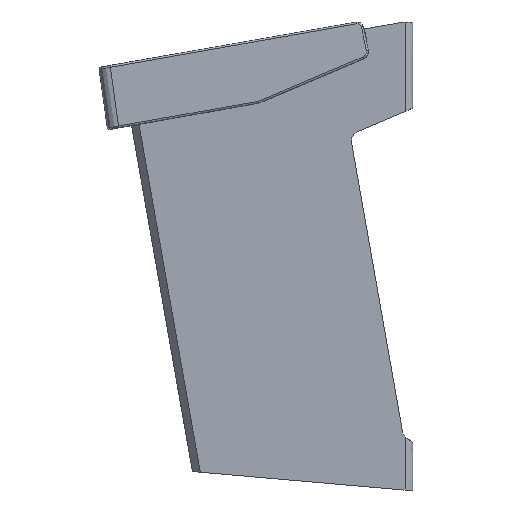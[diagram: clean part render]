
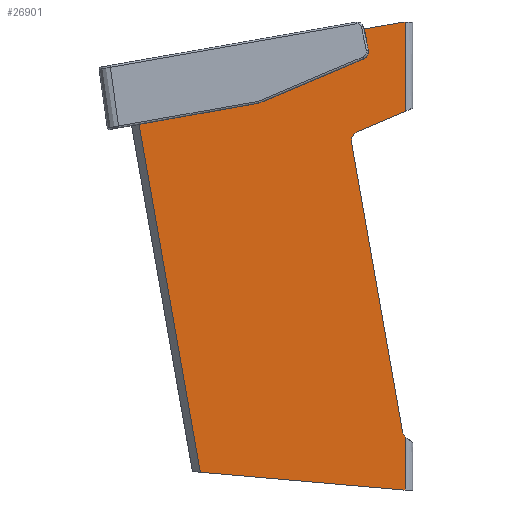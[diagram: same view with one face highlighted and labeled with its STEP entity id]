
A CAD part, left-side view. The second image highlights one B-rep face of the part: STEP entity #26901.
In plain terms, the highlighted planar face has unit normal (-1, 0, 0).
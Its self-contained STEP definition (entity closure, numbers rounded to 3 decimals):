
#192=FACE_BOUND('',#3749,.T.);
#1398=PLANE('',#28422);
#2285=FACE_OUTER_BOUND('',#3748,.T.);
#3748=EDGE_LOOP('',(#17628,#17629,#17630,#17631,#17632,#17633,#17634,#17635,
#17636,#17637,#17638,#17639,#17640,#17641,#17642,#17643,#17644));
#3749=EDGE_LOOP('',(#17645,#17646,#17647,#17648));
#5430=LINE('',#36602,#8020);
#5436=LINE('',#36640,#8026);
#5442=LINE('',#36689,#8032);
#5459=LINE('',#36855,#8049);
#5460=LINE('',#36857,#8050);
#5461=LINE('',#36858,#8051);
#5462=LINE('',#36860,#8052);
#5463=LINE('',#36862,#8053);
#5464=LINE('',#36864,#8054);
#5465=LINE('',#36866,#8055);
#5466=LINE('',#36868,#8056);
#5467=LINE('',#36870,#8057);
#5468=LINE('',#36872,#8058);
#5469=LINE('',#36874,#8059);
#5470=LINE('',#36875,#8060);
#5471=LINE('',#36878,#8061);
#5472=LINE('',#36880,#8062);
#5473=LINE('',#36882,#8063);
#5474=LINE('',#36883,#8064);
#8020=VECTOR('',#30295,10.);
#8026=VECTOR('',#30313,10.);
#8032=VECTOR('',#30337,10.);
#8049=VECTOR('',#30372,10.);
#8050=VECTOR('',#30373,10.);
#8051=VECTOR('',#30374,10.);
#8052=VECTOR('',#30375,10.);
#8053=VECTOR('',#30376,2.88);
#8054=VECTOR('',#30377,10.);
#8055=VECTOR('',#30378,10.);
#8056=VECTOR('',#30379,10.);
#8057=VECTOR('',#30380,10.);
#8058=VECTOR('',#30381,10.);
#8059=VECTOR('',#30382,10.);
#8060=VECTOR('',#30383,10.);
#8061=VECTOR('',#30384,10.);
#8062=VECTOR('',#30385,10.);
#8063=VECTOR('',#30386,10.);
#8064=VECTOR('',#30387,10.);
#10596=CIRCLE('',#28395,5.);
#10598=CIRCLE('',#28403,5.);
#11132=VERTEX_POINT('',#36588);
#11133=VERTEX_POINT('',#36590);
#11137=VERTEX_POINT('',#36600);
#11142=VERTEX_POINT('',#36613);
#11147=VERTEX_POINT('',#36636);
#11157=VERTEX_POINT('',#36680);
#11158=VERTEX_POINT('',#36688);
#11169=VERTEX_POINT('',#36854);
#11170=VERTEX_POINT('',#36856);
#11171=VERTEX_POINT('',#36859);
#11172=VERTEX_POINT('',#36861);
#11173=VERTEX_POINT('',#36863);
#11174=VERTEX_POINT('',#36865);
#11175=VERTEX_POINT('',#36867);
#11176=VERTEX_POINT('',#36869);
#11177=VERTEX_POINT('',#36871);
#11178=VERTEX_POINT('',#36873);
#11179=VERTEX_POINT('',#36876);
#11180=VERTEX_POINT('',#36877);
#11181=VERTEX_POINT('',#36879);
#11182=VERTEX_POINT('',#36881);
#13679=EDGE_CURVE('',#11132,#11133,#10596,.T.);
#13685=EDGE_CURVE('',#11132,#11137,#5430,.T.);
#13696=EDGE_CURVE('',#11147,#11142,#10598,.T.);
#13697=EDGE_CURVE('',#11147,#11133,#5436,.T.);
#13712=EDGE_CURVE('',#11158,#11157,#5442,.T.);
#13736=EDGE_CURVE('',#11157,#11169,#5459,.T.);
#13737=EDGE_CURVE('',#11170,#11169,#5460,.T.);
#13738=EDGE_CURVE('',#11170,#11142,#5461,.T.);
#13739=EDGE_CURVE('',#11137,#11171,#5462,.T.);
#13740=EDGE_CURVE('',#11172,#11171,#5463,.T.);
#13741=EDGE_CURVE('',#11172,#11173,#5464,.T.);
#13742=EDGE_CURVE('',#11173,#11174,#5465,.T.);
#13743=EDGE_CURVE('',#11174,#11175,#5466,.T.);
#13744=EDGE_CURVE('',#11175,#11176,#5467,.T.);
#13745=EDGE_CURVE('',#11176,#11177,#5468,.T.);
#13746=EDGE_CURVE('',#11177,#11178,#5469,.T.);
#13747=EDGE_CURVE('',#11178,#11158,#5470,.T.);
#13748=EDGE_CURVE('',#11179,#11180,#5471,.T.);
#13749=EDGE_CURVE('',#11180,#11181,#5472,.T.);
#13750=EDGE_CURVE('',#11181,#11182,#5473,.T.);
#13751=EDGE_CURVE('',#11182,#11179,#5474,.T.);
#17628=ORIENTED_EDGE('',*,*,#13712,.T.);
#17629=ORIENTED_EDGE('',*,*,#13736,.T.);
#17630=ORIENTED_EDGE('',*,*,#13737,.F.);
#17631=ORIENTED_EDGE('',*,*,#13738,.T.);
#17632=ORIENTED_EDGE('',*,*,#13696,.F.);
#17633=ORIENTED_EDGE('',*,*,#13697,.T.);
#17634=ORIENTED_EDGE('',*,*,#13679,.F.);
#17635=ORIENTED_EDGE('',*,*,#13685,.T.);
#17636=ORIENTED_EDGE('',*,*,#13739,.T.);
#17637=ORIENTED_EDGE('',*,*,#13740,.F.);
#17638=ORIENTED_EDGE('',*,*,#13741,.T.);
#17639=ORIENTED_EDGE('',*,*,#13742,.T.);
#17640=ORIENTED_EDGE('',*,*,#13743,.T.);
#17641=ORIENTED_EDGE('',*,*,#13744,.T.);
#17642=ORIENTED_EDGE('',*,*,#13745,.T.);
#17643=ORIENTED_EDGE('',*,*,#13746,.T.);
#17644=ORIENTED_EDGE('',*,*,#13747,.T.);
#17645=ORIENTED_EDGE('',*,*,#13748,.T.);
#17646=ORIENTED_EDGE('',*,*,#13749,.T.);
#17647=ORIENTED_EDGE('',*,*,#13750,.T.);
#17648=ORIENTED_EDGE('',*,*,#13751,.T.);
#26901=ADVANCED_FACE('',(#2285,#192),#1398,.F.);
#28395=AXIS2_PLACEMENT_3D('',#36591,#30284,#30285);
#28403=AXIS2_PLACEMENT_3D('',#36638,#30309,#30310);
#28422=AXIS2_PLACEMENT_3D('',#36853,#30370,#30371);
#30284=DIRECTION('center_axis',(-1.,0.,0.));
#30285=DIRECTION('ref_axis',(0.,0.879,0.477));
#30295=DIRECTION('',(0.,-0.921,0.391));
#30309=DIRECTION('center_axis',(-1.,0.,0.));
#30310=DIRECTION('ref_axis',(0.,0.819,-0.574));
#30313=DIRECTION('',(0.,0.174,0.985));
#30337=DIRECTION('',(0.,-0.174,-0.985));
#30370=DIRECTION('center_axis',(1.,0.,0.));
#30371=DIRECTION('ref_axis',(0.,0.,
1.));
#30372=DIRECTION('',(0.,-0.996,-0.087));
#30373=DIRECTION('',(0.,1.,0.));
#30374=DIRECTION('',(0.,0.,1.));
#30375=DIRECTION('',(0.,0.,1.));
#30376=DIRECTION('',(0.,-1.,0.));
#30377=DIRECTION('',(0.,0.985,-0.174));
#30378=DIRECTION('',(0.,-0.174,-0.985));
#30379=DIRECTION('',(0.,0.985,-0.174));
#30380=DIRECTION('',(0.,0.174,0.985));
#30381=DIRECTION('',(0.,0.985,-0.174));
#30382=DIRECTION('',(0.,-0.174,-0.985));
#30383=DIRECTION('',(0.,0.985,-0.174));
#30384=DIRECTION('',(0.,0.985,-0.174));
#30385=DIRECTION('',(0.,0.174,0.985));
#30386=DIRECTION('',(0.,-0.985,0.174));
#30387=DIRECTION('',(0.,-0.174,-0.985));
#36588=CARTESIAN_POINT('',(-54.,29.226,65.094));
#36590=CARTESIAN_POINT('',(-54.,32.196,59.624));
#36591=CARTESIAN_POINT('Origin',(-54.,27.272,60.492));
#36600=CARTESIAN_POINT('',(-54.,4.,75.802));
#36602=CARTESIAN_POINT('',(-54.,46.025,57.964));
#36613=CARTESIAN_POINT('',(-54.,4.,-95.001));
#36636=CARTESIAN_POINT('',(-54.,5.405,-92.317));
#36638=CARTESIAN_POINT('Origin',(-54.,0.481,-91.449));
#36640=CARTESIAN_POINT('',(-54.,28.1,36.392));
#36680=CARTESIAN_POINT('',(-54.,111.308,-113.199));
#36688=CARTESIAN_POINT('',(-54.,148.062,95.243));
#36689=CARTESIAN_POINT('',(-54.,138.828,42.874));
#36853=CARTESIAN_POINT('Origin',(-54.,75.738,0.));
#36854=CARTESIAN_POINT('',(-54.,5.,-122.5));
#36855=CARTESIAN_POINT('',(-54.,45.418,-118.964));
#36856=CARTESIAN_POINT('',(-54.,4.,-122.5));
#36857=CARTESIAN_POINT('',(-54.,4.,-122.5));
#36858=CARTESIAN_POINT('',(-54.,4.,0.));
#36859=CARTESIAN_POINT('',(-54.,4.,122.5));
#36860=CARTESIAN_POINT('',(-54.,4.,0.));
#36861=CARTESIAN_POINT('',(-54.,5.,122.5));
#36862=CARTESIAN_POINT('',(-54.,-5.048,122.5));
#36863=CARTESIAN_POINT('',(-54.,25.4,118.903));
#36864=CARTESIAN_POINT('',(-54.,59.977,112.806));
#36865=CARTESIAN_POINT('',(-54.,24.011,111.024));
#36866=CARTESIAN_POINT('',(-54.,15.298,61.609));
#36867=CARTESIAN_POINT('',(-54.,27.95,110.33));
#36868=CARTESIAN_POINT('',(-54.,60.557,104.58));
#36869=CARTESIAN_POINT('',(-54.,29.339,118.208));
#36870=CARTESIAN_POINT('',(-54.,19.931,64.854));
#36871=CARTESIAN_POINT('',(-54.,33.278,117.514));
#36872=CARTESIAN_POINT('',(-54.,63.916,112.111));
#36873=CARTESIAN_POINT('',(-54.,32.931,115.544));
#36874=CARTESIAN_POINT('',(-54.,23.697,63.174));
#36875=CARTESIAN_POINT('',(-54.,123.103,99.644));
#36876=CARTESIAN_POINT('',(-54.,100.453,79.776));
#36877=CARTESIAN_POINT('',(-54.,122.119,75.955));
#36878=CARTESIAN_POINT('',(-54.,106.122,78.776));
#36879=CARTESIAN_POINT('',(-54.,124.029,86.788));
#36880=CARTESIAN_POINT('',(-54.,115.88,40.573));
#36881=CARTESIAN_POINT('',(-54.,102.363,90.609));
#36882=CARTESIAN_POINT('',(-54.,97.2,91.519));
#36883=CARTESIAN_POINT('',(-54.,93.259,38.977));
